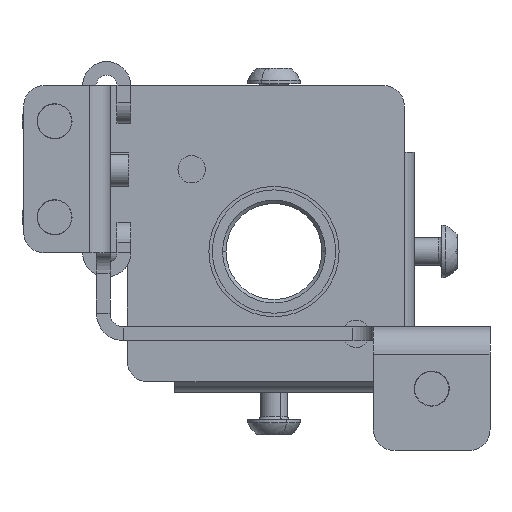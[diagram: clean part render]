
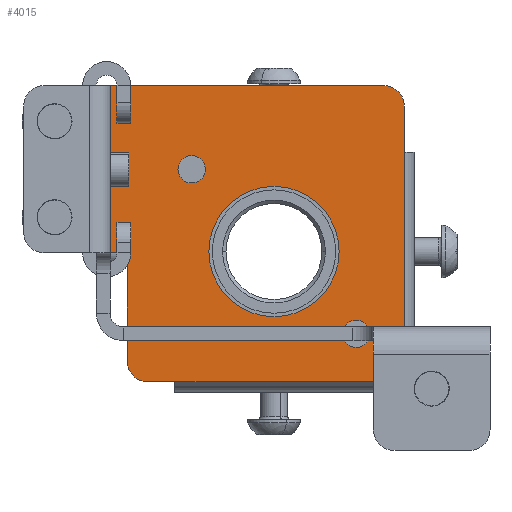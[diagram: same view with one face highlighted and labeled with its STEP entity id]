
A CAD part, front view. The second image highlights one B-rep face of the part: STEP entity #4015.
In plain terms, the highlighted planar face has unit normal (0, -1, 0).
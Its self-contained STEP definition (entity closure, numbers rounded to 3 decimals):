
#2778=CARTESIAN_POINT('',(2.,259.7,39.5));
#2779=DIRECTION('',(0.,1.,0.));
#2780=DIRECTION('',(0.,0.,-1.));
#2781=AXIS2_PLACEMENT_3D('',#2778,#2779,#2780);
#2783=CARTESIAN_POINT('',(2.,259.7,39.5));
#2784=DIRECTION('',(0.,1.,0.));
#2785=DIRECTION('',(0.,0.,1.));
#2786=AXIS2_PLACEMENT_3D('',#2783,#2784,#2785);
#2788=DIRECTION('',(0.,0.,1.));
#2789=VECTOR('',#2788,14.8);
#2790=CARTESIAN_POINT('',(-19.4,259.7,23.5));
#2791=LINE('',#2790,#2789);
#2792=DIRECTION('',(0.,0.,1.));
#2793=VECTOR('',#2792,24.4);
#2794=CARTESIAN_POINT('',(-21.9,259.7,39.3));
#2795=LINE('',#2794,#2793);
#2796=CARTESIAN_POINT('',(18.,259.7,60.7));
#2797=DIRECTION('',(0.,-1.,0.));
#2798=DIRECTION('',(1.,0.,0.));
#2799=AXIS2_PLACEMENT_3D('',#2796,#2797,#2798);
#2801=CARTESIAN_POINT('',(18.,259.7,23.5));
#2802=DIRECTION('',(0.,-1.,0.));
#2803=DIRECTION('',(0.,0.,-1.));
#2804=AXIS2_PLACEMENT_3D('',#2801,#2802,#2803);
#2806=DIRECTION('',(-1.,0.,0.));
#2807=VECTOR('',#2806,34.4);
#2808=CARTESIAN_POINT('',(18.,259.7,20.5));
#2809=LINE('',#2808,#2807);
#2810=CARTESIAN_POINT('',(-16.4,259.7,23.5));
#2811=DIRECTION('',(0.,-1.,0.));
#2812=DIRECTION('',(-1.,0.,0.));
#2813=AXIS2_PLACEMENT_3D('',#2810,#2811,#2812);
#2815=CARTESIAN_POINT('',(-10.,259.7,51.5));
#2816=DIRECTION('',(0.,-1.,0.));
#2817=DIRECTION('',(-1.,0.,0.));
#2818=AXIS2_PLACEMENT_3D('',#2815,#2816,#2817);
#2820=CARTESIAN_POINT('',(-10.,259.7,51.5));
#2821=DIRECTION('',(0.,-1.,0.));
#2822=DIRECTION('',(1.,0.,0.));
#2823=AXIS2_PLACEMENT_3D('',#2820,#2821,#2822);
#2825=CARTESIAN_POINT('',(14.,259.7,27.5));
#2826=DIRECTION('',(0.,-1.,0.));
#2827=DIRECTION('',(-1.,0.,0.));
#2828=AXIS2_PLACEMENT_3D('',#2825,#2826,#2827);
#2830=CARTESIAN_POINT('',(14.,259.7,27.5));
#2831=DIRECTION('',(0.,-1.,0.));
#2832=DIRECTION('',(1.,0.,0.));
#2833=AXIS2_PLACEMENT_3D('',#2830,#2831,#2832);
#2852=CARTESIAN_POINT('',(-20.4,259.7,38.3));
#2853=DIRECTION('',(0.,1.,0.));
#2854=DIRECTION('',(0.,0.,1.));
#2855=AXIS2_PLACEMENT_3D('',#2852,#2853,#2854);
#2869=DIRECTION('',(1.,0.,0.));
#2870=VECTOR('',#2869,1.5);
#2871=CARTESIAN_POINT('',(-21.9,259.7,39.3));
#2872=LINE('',#2871,#2870);
#2885=DIRECTION('',(0.,0.,1.));
#2886=VECTOR('',#2885,37.2);
#2887=CARTESIAN_POINT('',(21.,259.7,23.5));
#2888=LINE('',#2887,#2886);
#2901=DIRECTION('',(1.,0.,0.));
#2902=VECTOR('',#2901,39.9);
#2903=CARTESIAN_POINT('',(-21.9,259.7,63.7));
#2904=LINE('',#2903,#2902);
#3067=CARTESIAN_POINT('',(-21.9,259.7,39.3));
#3068=VERTEX_POINT('',#3067);
#3069=CARTESIAN_POINT('',(-21.9,259.7,63.7));
#3070=VERTEX_POINT('',#3069);
#3103=CARTESIAN_POINT('',(2.,259.7,30.));
#3104=CARTESIAN_POINT('',(2.,259.7,49.));
#3105=VERTEX_POINT('',#3103);
#3106=VERTEX_POINT('',#3104);
#3115=CARTESIAN_POINT('',(18.,259.7,20.5));
#3116=VERTEX_POINT('',#3115);
#3117=CARTESIAN_POINT('',(21.,259.7,23.5));
#3118=VERTEX_POINT('',#3117);
#3123=CARTESIAN_POINT('',(21.,259.7,60.7));
#3124=VERTEX_POINT('',#3123);
#3125=CARTESIAN_POINT('',(18.,259.7,63.7));
#3126=VERTEX_POINT('',#3125);
#3131=CARTESIAN_POINT('',(-19.4,259.7,23.5));
#3132=VERTEX_POINT('',#3131);
#3133=CARTESIAN_POINT('',(-16.4,259.7,20.5));
#3134=VERTEX_POINT('',#3133);
#3200=CARTESIAN_POINT('',(-19.4,259.7,38.3));
#3202=VERTEX_POINT('',#3200);
#3204=CARTESIAN_POINT('',(-20.4,259.7,39.3));
#3206=VERTEX_POINT('',#3204);
#3207=CARTESIAN_POINT('',(-8.3,259.7,51.5));
#3208=CARTESIAN_POINT('',(-11.7,259.7,51.5));
#3209=VERTEX_POINT('',#3207);
#3210=VERTEX_POINT('',#3208);
#3211=CARTESIAN_POINT('',(15.7,259.7,27.5));
#3212=CARTESIAN_POINT('',(12.3,259.7,27.5));
#3213=VERTEX_POINT('',#3211);
#3214=VERTEX_POINT('',#3212);
#3971=CARTESIAN_POINT('',(-21.9,259.7,39.3));
#3972=DIRECTION('',(0.,-1.,0.));
#3973=DIRECTION('',(1.,0.,0.));
#3974=AXIS2_PLACEMENT_3D('',#3971,#3972,#3973);
#3975=PLANE('',#3974);
#3977=ORIENTED_EDGE('',*,*,#3976,.T.);
#3979=ORIENTED_EDGE('',*,*,#3978,.F.);
#3981=ORIENTED_EDGE('',*,*,#3980,.F.);
#3983=ORIENTED_EDGE('',*,*,#3982,.T.);
#3985=ORIENTED_EDGE('',*,*,#3984,.T.);
#3987=ORIENTED_EDGE('',*,*,#3986,.F.);
#3989=ORIENTED_EDGE('',*,*,#3988,.F.);
#3991=ORIENTED_EDGE('',*,*,#3990,.F.);
#3993=ORIENTED_EDGE('',*,*,#3992,.T.);
#3995=ORIENTED_EDGE('',*,*,#3994,.F.);
#3996=EDGE_LOOP('',(#3977,#3979,#3981,#3983,#3985,#3987,#3989,#3991,#3993,
#3995));
#3997=FACE_OUTER_BOUND('',#3996,.F.);
#3998=ORIENTED_EDGE('',*,*,#3954,.F.);
#4000=ORIENTED_EDGE('',*,*,#3999,.F.);
#4001=EDGE_LOOP('',(#3998,#4000));
#4002=FACE_BOUND('',#4001,.F.);
#4004=ORIENTED_EDGE('',*,*,#4003,.T.);
#4006=ORIENTED_EDGE('',*,*,#4005,.T.);
#4007=EDGE_LOOP('',(#4004,#4006));
#4008=FACE_BOUND('',#4007,.F.);
#4010=ORIENTED_EDGE('',*,*,#4009,.T.);
#4012=ORIENTED_EDGE('',*,*,#4011,.T.);
#4013=EDGE_LOOP('',(#4010,#4012));
#4014=FACE_BOUND('',#4013,.F.);
#2782=CIRCLE('',#2781,9.5);
#2787=CIRCLE('',#2786,9.5);
#2800=CIRCLE('',#2799,3.);
#2805=CIRCLE('',#2804,3.);
#2814=CIRCLE('',#2813,3.);
#2819=CIRCLE('',#2818,1.7);
#2824=CIRCLE('',#2823,1.7);
#2829=CIRCLE('',#2828,1.7);
#2834=CIRCLE('',#2833,1.7);
#2856=CIRCLE('',#2855,1.);
#3954=EDGE_CURVE('',#3105,#3106,#2782,.T.);
#3976=EDGE_CURVE('',#3132,#3202,#2791,.T.);
#3978=EDGE_CURVE('',#3206,#3202,#2856,.T.);
#3980=EDGE_CURVE('',#3068,#3206,#2872,.T.);
#3982=EDGE_CURVE('',#3068,#3070,#2795,.T.);
#3984=EDGE_CURVE('',#3070,#3126,#2904,.T.);
#3986=EDGE_CURVE('',#3124,#3126,#2800,.T.);
#3988=EDGE_CURVE('',#3118,#3124,#2888,.T.);
#3990=EDGE_CURVE('',#3116,#3118,#2805,.T.);
#3992=EDGE_CURVE('',#3116,#3134,#2809,.T.);
#3994=EDGE_CURVE('',#3132,#3134,#2814,.T.);
#3999=EDGE_CURVE('',#3106,#3105,#2787,.T.);
#4003=EDGE_CURVE('',#3210,#3209,#2819,.T.);
#4005=EDGE_CURVE('',#3209,#3210,#2824,.T.);
#4009=EDGE_CURVE('',#3214,#3213,#2829,.T.);
#4011=EDGE_CURVE('',#3213,#3214,#2834,.T.);
#4015=ADVANCED_FACE('',(#3997,#4002,#4008,#4014),#3975,.T.);
